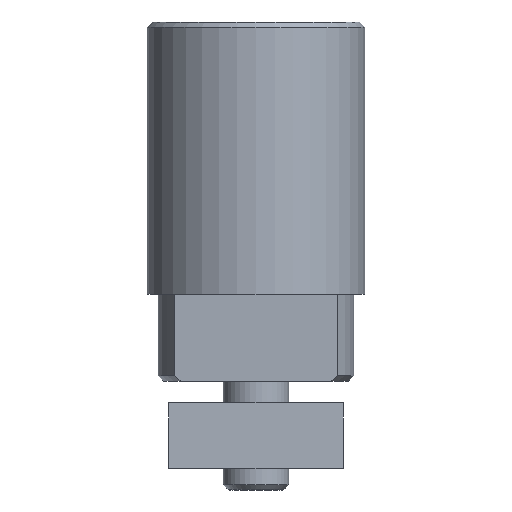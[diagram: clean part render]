
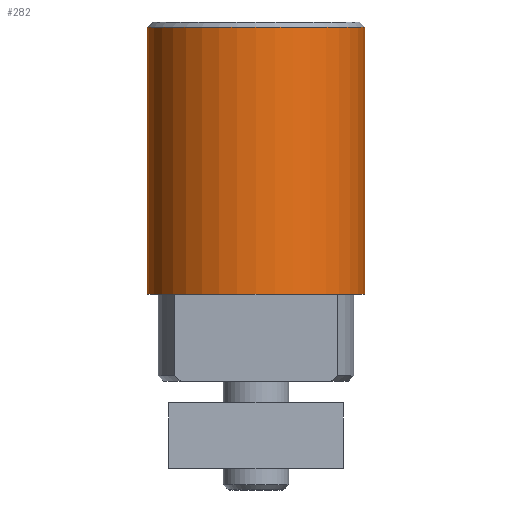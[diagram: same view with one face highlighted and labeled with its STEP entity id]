
A CAD part, front view. The second image highlights one B-rep face of the part: STEP entity #282.
In plain terms, the highlighted cylindrical face has radius 10 mm (diameter 20 mm), a partial arc.
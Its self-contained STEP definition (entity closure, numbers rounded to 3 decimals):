
#282=ADVANCED_FACE('',(#787),#788,.T.);
#330=VERTEX_POINT('',#841);
#412=VERTEX_POINT('',#926);
#414=EDGE_CURVE('',#578,#412,#928,.T.);
#438=EDGE_CURVE('',#692,#330,#956,.T.);
#578=VERTEX_POINT('',#1109);
#656=EDGE_CURVE('',#692,#578,#1197,.T.);
#692=VERTEX_POINT('',#1241);
#754=EDGE_CURVE('',#412,#330,#1314,.T.);
#787=FACE_OUTER_BOUND('',#1343,.T.);
#788=CYLINDRICAL_SURFACE('',#1344,10.0);
#841=CARTESIAN_POINT('',(10.,0.,24.5));
#926=CARTESIAN_POINT('',(10.,0.,0.));
#928=CIRCLE('',#1582,10.0);
#956=CIRCLE('',#1617,10.0);
#1109=CARTESIAN_POINT('',(-10.0,0.,0.));
#1197=LINE('',#1956,#1957);
#1241=CARTESIAN_POINT('',(-10.0,0.,24.5));
#1314=LINE('',#2137,#2138);
#1343=EDGE_LOOP('',(#2165,#2166,#2167,#2168));
#1344=AXIS2_PLACEMENT_3D('',#2169,#2170,#2171);
#1582=AXIS2_PLACEMENT_3D('',#2290,#2291,#2292);
#1617=AXIS2_PLACEMENT_3D('',#2325,#2326,#2327);
#1956=CARTESIAN_POINT('',(-10.0,0.,12.25));
#1957=VECTOR('',#2596,1.0);
#2137=CARTESIAN_POINT('',(10.,0.,12.25));
#2138=VECTOR('',#2777,1.0);
#2165=ORIENTED_EDGE('',*,*,#754,.T.);
#2166=ORIENTED_EDGE('',*,*,#438,.F.);
#2167=ORIENTED_EDGE('',*,*,#656,.T.);
#2168=ORIENTED_EDGE('',*,*,#414,.T.);
#2169=CARTESIAN_POINT('',(0.,0.,12.25));
#2170=DIRECTION('',(-0.0,0.0,-1.0));
#2171=DIRECTION('',(1.0,0.,0.0));
#2290=CARTESIAN_POINT('',(0.,0.,0.));
#2291=DIRECTION('',(0.0,-0.0,1.0));
#2292=DIRECTION('',(1.0,0.,0.0));
#2325=CARTESIAN_POINT('',(0.,0.,24.5));
#2326=DIRECTION('',(0.0,-0.0,1.0));
#2327=DIRECTION('',(1.0,0.,0.0));
#2596=DIRECTION('',(-0.0,-0.0,-1.0));
#2777=DIRECTION('',(0.0,0.0,1.0));
